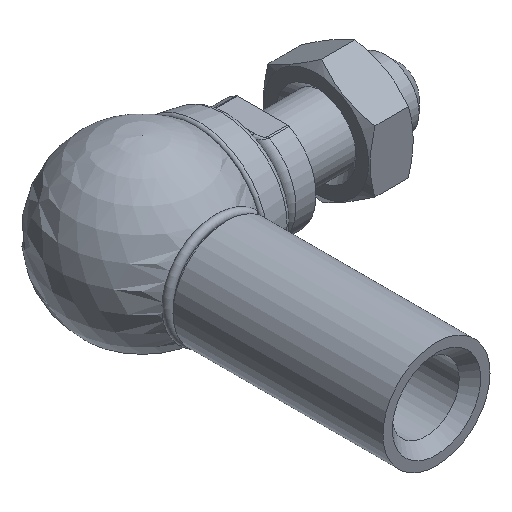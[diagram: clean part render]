
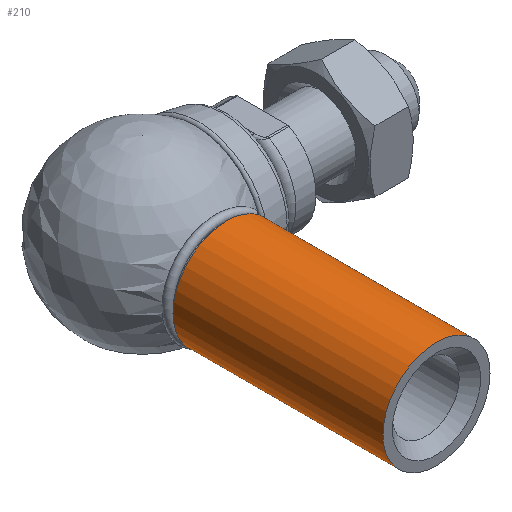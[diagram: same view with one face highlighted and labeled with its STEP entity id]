
A CAD part, isometric view. The second image highlights one B-rep face of the part: STEP entity #210.
In plain terms, the highlighted cylindrical face has radius 4 mm (diameter 8 mm), a full revolution.
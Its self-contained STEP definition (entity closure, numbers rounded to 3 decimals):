
#34 = VERTEX_POINT ( 'NONE', #831 ) ;
#160 = ORIENTED_EDGE ( 'NONE', *, *, #2018, .T. ) ;
#161 = EDGE_LOOP ( 'NONE', ( #160 ) ) ;
#210 = ADVANCED_FACE ( 'NONE', ( #1650, #2260 ), #460, .T. ) ;
#429 = CARTESIAN_POINT ( 'NONE',  ( 4., -6.3, 0. ) ) ;
#460 = CYLINDRICAL_SURFACE ( 'NONE', #2514, 4. ) ;
#550 = DIRECTION ( 'NONE',  ( 1., 0., 0. ) ) ;
#831 = CARTESIAN_POINT ( 'NONE',  ( 4., -22., 0. ) ) ;
#860 = VERTEX_POINT ( 'NONE', #429 ) ;
#1053 = AXIS2_PLACEMENT_3D ( 'NONE', #1741, #2164, #1306 ) ;
#1237 = EDGE_CURVE ( 'NONE', #34, #34, #1662, .T. ) ;
#1306 = DIRECTION ( 'NONE',  ( 1., 0., 0. ) ) ;
#1426 = DIRECTION ( 'NONE',  ( 1., 0., 0. ) ) ;
#1650 = FACE_OUTER_BOUND ( 'NONE', #161, .T. ) ;
#1662 = CIRCLE ( 'NONE', #2553, 4. ) ;
#1741 = CARTESIAN_POINT ( 'NONE',  ( 0., -6.3, 0. ) ) ;
#1858 = ORIENTED_EDGE ( 'NONE', *, *, #1237, .F. ) ;
#2018 = EDGE_CURVE ( 'NONE', #860, #860, #2117, .T. ) ;
#2117 = CIRCLE ( 'NONE', #1053, 4. ) ;
#2156 = CARTESIAN_POINT ( 'NONE',  ( 0., -22., 0. ) ) ;
#2164 = DIRECTION ( 'NONE',  ( 0., -1., 0. ) ) ;
#2260 = FACE_OUTER_BOUND ( 'NONE', #2378, .T. ) ;
#2327 = DIRECTION ( 'NONE',  ( 0., -1., 0. ) ) ;
#2378 = EDGE_LOOP ( 'NONE', ( #1858 ) ) ;
#2427 = CARTESIAN_POINT ( 'NONE',  ( 0., -22., 0. ) ) ;
#2451 = DIRECTION ( 'NONE',  ( 0., -1., 0. ) ) ;
#2514 = AXIS2_PLACEMENT_3D ( 'NONE', #2427, #2451, #1426 ) ;
#2553 = AXIS2_PLACEMENT_3D ( 'NONE', #2156, #2327, #550 ) ;
